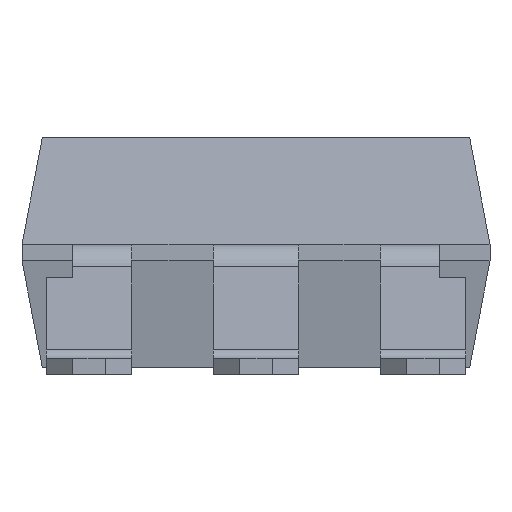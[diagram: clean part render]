
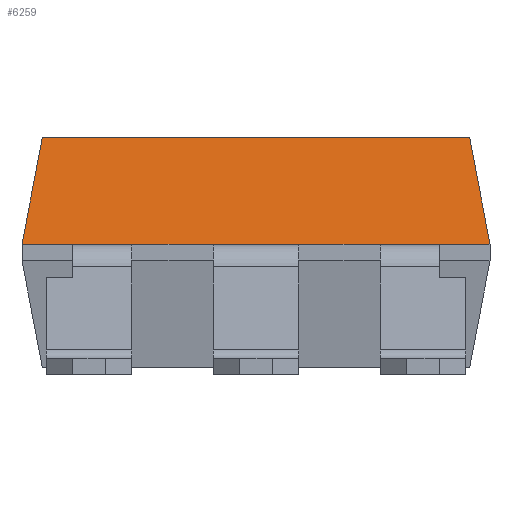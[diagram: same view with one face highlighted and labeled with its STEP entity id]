
A CAD part, left-side view. The second image highlights one B-rep face of the part: STEP entity #6259.
In plain terms, the highlighted face is planar.
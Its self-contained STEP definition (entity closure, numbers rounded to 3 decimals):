
#328=ORIENTED_EDGE('',*,*,#1664,.T.);
#329=ORIENTED_EDGE('',*,*,#1665,.T.);
#330=ORIENTED_EDGE('',*,*,#1666,.T.);
#331=ORIENTED_EDGE('',*,*,#1667,.T.);
#332=ORIENTED_EDGE('',*,*,#1668,.T.);
#333=ORIENTED_EDGE('',*,*,#1669,.T.);
#334=ORIENTED_EDGE('',*,*,#1670,.T.);
#335=ORIENTED_EDGE('',*,*,#1671,.T.);
#336=ORIENTED_EDGE('',*,*,#1672,.T.);
#337=ORIENTED_EDGE('',*,*,#1673,.F.);
#1664=EDGE_CURVE('',#2332,#2333,#2771,.T.);
#1665=EDGE_CURVE('',#2333,#2334,#2772,.T.);
#1666=EDGE_CURVE('',#2334,#2335,#2773,.T.);
#1667=EDGE_CURVE('',#2335,#2336,#2774,.T.);
#1668=EDGE_CURVE('',#2336,#2337,#2775,.T.);
#1669=EDGE_CURVE('',#2337,#2338,#2776,.T.);
#1670=EDGE_CURVE('',#2338,#2339,#2777,.T.);
#1671=EDGE_CURVE('',#2339,#2340,#2778,.T.);
#1672=EDGE_CURVE('',#2340,#2341,#2779,.T.);
#1673=EDGE_CURVE('',#2332,#2341,#2780,.T.);
#2332=VERTEX_POINT('',#7892);
#2333=VERTEX_POINT('',#7893);
#2334=VERTEX_POINT('',#7895);
#2335=VERTEX_POINT('',#7897);
#2336=VERTEX_POINT('',#7899);
#2337=VERTEX_POINT('',#7901);
#2338=VERTEX_POINT('',#7903);
#2339=VERTEX_POINT('',#7905);
#2340=VERTEX_POINT('',#7907);
#2341=VERTEX_POINT('',#7909);
#2771=LINE('',#7891,#3219);
#2772=LINE('',#7894,#3220);
#2773=LINE('',#7896,#3221);
#2774=LINE('',#7898,#3222);
#2775=LINE('',#7900,#3223);
#2776=LINE('',#7902,#3224);
#2777=LINE('',#7904,#3225);
#2778=LINE('',#7906,#3226);
#2779=LINE('',#7908,#3227);
#2780=LINE('',#7910,#3228);
#3219=VECTOR('',#6848,1000.);
#3220=VECTOR('',#6849,1000.);
#3221=VECTOR('',#6850,1000.);
#3222=VECTOR('',#6851,1000.);
#3223=VECTOR('',#6852,1000.);
#3224=VECTOR('',#6853,1000.);
#3225=VECTOR('',#6854,1000.);
#3226=VECTOR('',#6855,1000.);
#3227=VECTOR('',#6856,1000.);
#3228=VECTOR('',#6857,1000.);
#3640=EDGE_LOOP('',(#328,#329,#330,#331,#332,#333,#334,#335,#336,#337));
#3931=FACE_BOUND('',#3640,.T.);
#4222=PLANE('',#6527);
#6259=ADVANCED_FACE('',(#3931),#4222,.F.);
#6527=AXIS2_PLACEMENT_3D('',#7890,#6846,#6847);
#6846=DIRECTION('',(0.,0.983,-0.182));
#6847=DIRECTION('',(0.,0.182,0.983));
#6848=DIRECTION('',(-0.184,-0.178,-0.967));
#6849=DIRECTION('',(1.,0.,0.));
#6850=DIRECTION('',(1.,0.,0.));
#6851=DIRECTION('',(1.,0.,0.));
#6852=DIRECTION('',(1.,0.,0.));
#6853=DIRECTION('',(1.,0.,0.));
#6854=DIRECTION('',(1.,0.,0.));
#6855=DIRECTION('',(1.,0.,0.));
#6856=DIRECTION('',(-0.184,0.178,0.967));
#6857=DIRECTION('',(1.,0.,0.));
#7890=CARTESIAN_POINT('',(-3.56,-3.25,0.125));
#7891=CARTESIAN_POINT('',(-3.56,-3.25,0.125));
#7892=CARTESIAN_POINT('',(-3.25,-2.95,1.75));
#7893=CARTESIAN_POINT('',(-3.56,-3.25,0.125));
#7894=CARTESIAN_POINT('',(-3.56,-3.25,0.125));
#7895=CARTESIAN_POINT('',(-2.79,-3.25,0.125));
#7896=CARTESIAN_POINT('',(-3.56,-3.25,0.125));
#7897=CARTESIAN_POINT('',(-1.89,-3.25,0.125));
#7898=CARTESIAN_POINT('',(-3.56,-3.25,0.125));
#7899=CARTESIAN_POINT('',(-0.65,-3.25,0.125));
#7900=CARTESIAN_POINT('',(-3.56,-3.25,0.125));
#7901=CARTESIAN_POINT('',(0.65,-3.25,0.125));
#7902=CARTESIAN_POINT('',(-3.56,-3.25,0.125));
#7903=CARTESIAN_POINT('',(1.89,-3.25,0.125));
#7904=CARTESIAN_POINT('',(-3.56,-3.25,0.125));
#7905=CARTESIAN_POINT('',(2.79,-3.25,0.125));
#7906=CARTESIAN_POINT('',(-3.56,-3.25,0.125));
#7907=CARTESIAN_POINT('',(3.56,-3.25,0.125));
#7908=CARTESIAN_POINT('',(3.26,-2.96,1.698));
#7909=CARTESIAN_POINT('',(3.25,-2.95,1.75));
#7910=CARTESIAN_POINT('',(-3.56,-2.95,1.75));
